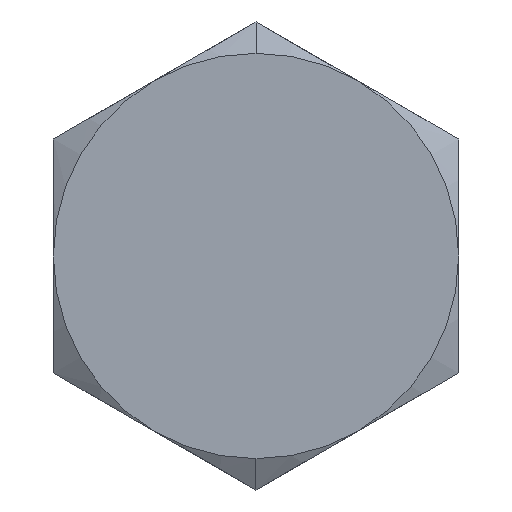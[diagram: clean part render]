
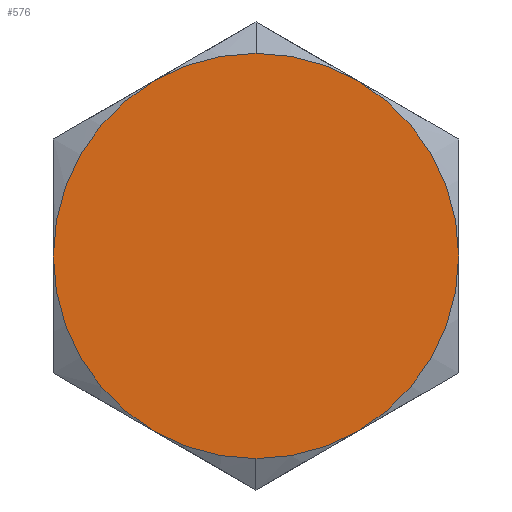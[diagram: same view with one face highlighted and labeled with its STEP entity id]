
A CAD part, left-side view. The second image highlights one B-rep face of the part: STEP entity #576.
In plain terms, the highlighted planar face has unit normal (-1, 0, 0).
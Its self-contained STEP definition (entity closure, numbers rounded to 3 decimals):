
#274=CARTESIAN_POINT('POINT17',(-4.366,-2.778,
   -4.812));
#275=VERTEX_POINT('VERTEX17',#274);
#329=CARTESIAN_POINT('POINT22',(-4.366,2.778,
   -4.812));
#330=VERTEX_POINT('VERTEX22',#329);
#368=CARTESIAN_POINT('POINT25',(-4.366,-5.556,
   0.));
#369=VERTEX_POINT('VERTEX25',#368);
#391=CARTESIAN_POINT('POINT26',(-4.366,-2.778,
   4.812));
#392=VERTEX_POINT('VERTEX26',#391);
#399=CARTESIAN_POINT('POS37',(-4.366,0.,0.));
#400=DIRECTION('DIR56',(-1.,0.,0.));
#401=DIRECTION('DIR57',(0.,0.,
   1.));
#402=AXIS2_PLACEMENT_3D('AXIS20',#399,#400,#401);
#403=CIRCLE('ELLIPSE11',#402,5.556);
#404=EDGE_CURVE('EDGE41',#369,#392,#403,.T.);
#416=EDGE_CURVE('EDGE42',#275,#369,#403,.T.);
#421=CARTESIAN_POINT('POINT27',(-4.366,0.,
   -5.556));
#422=VERTEX_POINT('VERTEX27',#421);
#430=EDGE_CURVE('EDGE44',#422,#275,#403,.T.);
#436=EDGE_CURVE('EDGE45',#330,#422,#403,.T.);
#443=CARTESIAN_POINT('POINT28',(-4.366,5.556,
   0.));
#444=VERTEX_POINT('VERTEX28',#443);
#445=EDGE_CURVE('EDGE46',#444,#330,#403,.T.);
#456=CARTESIAN_POINT('POINT29',(-4.366,2.778,
   4.812));
#457=VERTEX_POINT('VERTEX29',#456);
#472=EDGE_CURVE('EDGE50',#457,#444,#403,.T.);
#557=ORIENTED_EDGE('COEDGE102',*,*,#445,.T.);
#558=ORIENTED_EDGE('COEDGE103',*,*,#436,.T.);
#559=ORIENTED_EDGE('COEDGE104',*,*,#430,.T.);
#560=ORIENTED_EDGE('COEDGE105',*,*,#416,.T.);
#561=ORIENTED_EDGE('COEDGE106',*,*,#404,.T.);
#562=CARTESIAN_POINT('POINT34',(-4.366,0.,
   5.556));
#563=VERTEX_POINT('VERTEX34',#562);
#564=EDGE_CURVE('EDGE57',#392,#563,#403,.T.);
#565=ORIENTED_EDGE('COEDGE107',*,*,#564,.T.);
#566=EDGE_CURVE('EDGE58',#563,#457,#403,.T.);
#567=ORIENTED_EDGE('COEDGE108',*,*,#566,.T.);
#568=ORIENTED_EDGE('COEDGE109',*,*,#472,.T.);
#569=EDGE_LOOP('NONE',(#557,#558,#559,#560,#561,#565,#567,#568));
#570=FACE_BOUND('LOOP1',#569,.T.);
#571=CARTESIAN_POINT('POS48',(-4.366,0.,
   2.778));
#572=DIRECTION('DIR72',(-1.,0.,0.));
#573=DIRECTION('DIR73',(0.,1.,0.));
#574=AXIS2_PLACEMENT_3D('AXIS25',#571,#572,#573);
#575=PLANE('PLANE8',#574);
#576=ADVANCED_FACE('FACE26',(#570),#575,.T.);
